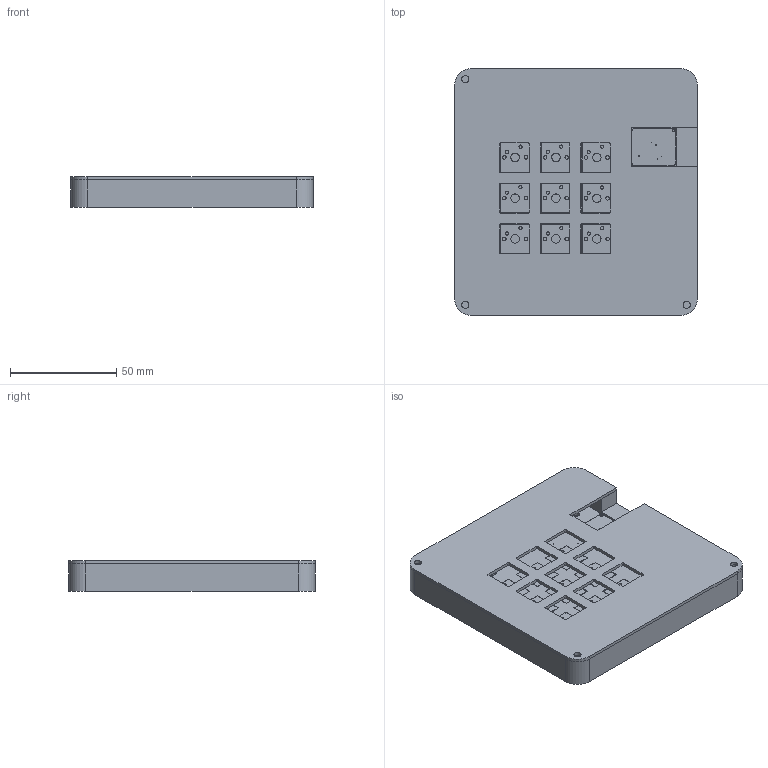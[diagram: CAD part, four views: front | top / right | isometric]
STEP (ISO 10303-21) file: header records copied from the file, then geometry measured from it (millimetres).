
FILE_DESCRIPTION(/* description */ ('STEP AP242 Edition 2','CAx-IF Rec.Pracs.---Representation and Presentation of Product Manufacturing Information (PMI)---4.0---2014-10-13','CAx-IF Rec.Pracs.---3D Tessellated Geometry---0.4---2014-09-14','2;1','CAx-IF Rec.Pracs.---User Defined Attributes---1.5---2016-08-15'),/* implementation_level */ '2;1');
FILE_NAME(/* name */ '694b6a5ef29c79071c19dde6',/* time_stamp */ '2025-12-24T04:21:51Z',/* author */ (''),/* organization */ (''),/* preprocessor_version */ 'ST-DEVELOPER v20',/* originating_system */ 'ONSHAPE BY PTC INC, 1.208',/* authorisation */ ' ');
FILE_SCHEMA (('AP242_MANAGED_MODEL_BASED_3D_ENGINEERING_MIM_LF { 1 0 10303 442 3 1 4 }'));
Length unit declared in the file: metre
Products named in the file (78): Assembly 1; Part 1; Hackpad 1 <1>; Hackpad_PCB; Hackpad_silkscreen; PinHeader_1x04_P2.54mm_Vertical; Hackpad_soldermask
Assembly tree (77 placements, depth 3):
  Assembly 1
    Part 1
    Part 1
    Hackpad 1 <1>
      Hackpad_PCB
      Hackpad_silkscreen
      Hackpad_silkscreen
      Hackpad_silkscreen
      Hackpad_silkscreen
      Hackpad_silkscreen
      Hackpad_silkscreen
      Hackpad_silkscreen
      Hackpad_silkscreen
      Hackpad_silkscreen
      Hackpad_silkscreen
      Hackpad_silkscreen
      Hackpad_silkscreen
      Hackpad_silkscreen
      Hackpad_silkscreen
      Hackpad_silkscreen
      Hackpad_silkscreen
      Hackpad_silkscreen
      Hackpad_silkscreen
      Hackpad_silkscreen
      Hackpad_silkscreen
      Hackpad_silkscreen
      Hackpad_silkscreen
      Hackpad_silkscreen
      Hackpad_silkscreen
      Hackpad_silkscreen
      PinHeader_1x04_P2.54mm_Vertical
      Hackpad_silkscreen
      Hackpad_silkscreen
      Hackpad_silkscreen
      Hackpad_silkscreen
      Hackpad_soldermask
      Hackpad_silkscreen
      Hackpad_silkscreen
      Hackpad_silkscreen
      Hackpad_silkscreen
      Hackpad_silkscreen
      Hackpad_silkscreen
      Hackpad_silkscreen
      Hackpad_silkscreen
      Hackpad_silkscreen
      Hackpad_soldermask
      Hackpad_silkscreen
      Hackpad_silkscreen
      Hackpad_silkscreen
      Hackpad_silkscreen
      Hackpad_silkscreen
      Hackpad_silkscreen
      Hackpad_silkscreen
      Hackpad_silkscreen
      Hackpad_silkscreen
      Hackpad_silkscreen
      Hackpad_silkscreen
      Hackpad_silkscreen
      Hackpad_silkscreen
      Hackpad_silkscreen
Bounding box: 114.2 x 116.2 x 14.5 mm (x, y, z)
Volume: 109002.3 mm3; surface area: 96051.6 mm2
Topology: 4 solids, 76 shells, 360 faces, 2196 edges, 1928 vertices
Faces by surface type: plane 242, cylinder 118
Full cylindrical faces by diameter (mm): 0.3 x10, 1 x4, 1.5 x18, 1.7 x18, 3 x4, 3.4 x7, 4 x9
Entity records: 24266 total; most frequent: CARTESIAN_POINT 4492, DIRECTION 3675, ORIENTED_EDGE 2828, EDGE_CURVE 2126, VERTEX_POINT 1928, LINE 1453, VECTOR 1453, AXIS2_PLACEMENT_3D 1111
